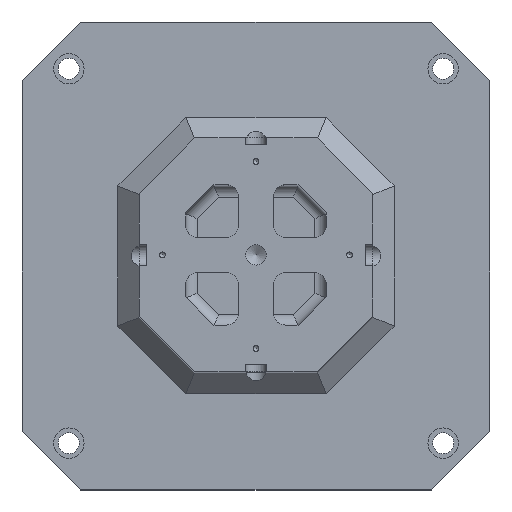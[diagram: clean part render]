
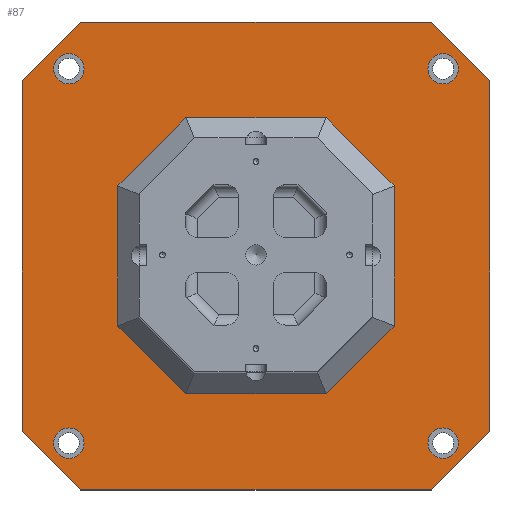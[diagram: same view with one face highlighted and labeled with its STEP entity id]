
A CAD part, top view. The second image highlights one B-rep face of the part: STEP entity #87.
In plain terms, the highlighted planar face has unit normal (0, 0, 1).
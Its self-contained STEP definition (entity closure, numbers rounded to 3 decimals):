
#87 = ADVANCED_FACE( '', ( #300, #301, #302, #303, #304, #305 ), #306, .T. );
#300 = FACE_BOUND( '', #780, .T. );
#301 = FACE_BOUND( '', #781, .T. );
#302 = FACE_BOUND( '', #782, .T. );
#303 = FACE_BOUND( '', #783, .T. );
#304 = FACE_BOUND( '', #784, .T. );
#305 = FACE_OUTER_BOUND( '', #785, .T. );
#306 = PLANE( '', #786 );
#780 = EDGE_LOOP( '', ( #1383 ) );
#781 = EDGE_LOOP( '', ( #1384 ) );
#782 = EDGE_LOOP( '', ( #1385 ) );
#783 = EDGE_LOOP( '', ( #1386 ) );
#784 = EDGE_LOOP( '', ( #1387, #1388, #1389, #1390, #1391, #1392, #1393, #1394 ) );
#785 = EDGE_LOOP( '', ( #1395, #1396, #1397, #1398, #1399, #1400, #1401, #1402 ) );
#786 = AXIS2_PLACEMENT_3D( '', #1403, #1404, #1405 );
#1383 = ORIENTED_EDGE( '', *, *, #2624, .T. );
#1384 = ORIENTED_EDGE( '', *, *, #2625, .T. );
#1385 = ORIENTED_EDGE( '', *, *, #2626, .T. );
#1386 = ORIENTED_EDGE( '', *, *, #2627, .T. );
#1387 = ORIENTED_EDGE( '', *, *, #2628, .T. );
#1388 = ORIENTED_EDGE( '', *, *, #2622, .T. );
#1389 = ORIENTED_EDGE( '', *, *, #2629, .T. );
#1390 = ORIENTED_EDGE( '', *, *, #2535, .T. );
#1391 = ORIENTED_EDGE( '', *, *, #2630, .T. );
#1392 = ORIENTED_EDGE( '', *, *, #2631, .T. );
#1393 = ORIENTED_EDGE( '', *, *, #2632, .T. );
#1394 = ORIENTED_EDGE( '', *, *, #2633, .T. );
#1395 = ORIENTED_EDGE( '', *, *, #2634, .T. );
#1396 = ORIENTED_EDGE( '', *, *, #2635, .T. );
#1397 = ORIENTED_EDGE( '', *, *, #2636, .T. );
#1398 = ORIENTED_EDGE( '', *, *, #2525, .T. );
#1399 = ORIENTED_EDGE( '', *, *, #2637, .T. );
#1400 = ORIENTED_EDGE( '', *, *, #2638, .T. );
#1401 = ORIENTED_EDGE( '', *, *, #2639, .T. );
#1402 = ORIENTED_EDGE( '', *, *, #2640, .T. );
#1403 = CARTESIAN_POINT( '', ( -200., -200., 40. ) );
#1404 = DIRECTION( '', ( 0., 0., 1. ) );
#1405 = DIRECTION( '', ( 1., 0., 0. ) );
#2525 = EDGE_CURVE( '', #2940, #2941, #2942, .F. );
#2535 = EDGE_CURVE( '', #2955, #2953, #2956, .T. );
#2622 = EDGE_CURVE( '', #3120, #3118, #3121, .T. );
#2624 = EDGE_CURVE( '', #3123, #3123, #3124, .T. );
#2625 = EDGE_CURVE( '', #3125, #3125, #3126, .T. );
#2626 = EDGE_CURVE( '', #3127, #3127, #3128, .T. );
#2627 = EDGE_CURVE( '', #3129, #3129, #3130, .T. );
#2628 = EDGE_CURVE( '', #3131, #3120, #3132, .T. );
#2629 = EDGE_CURVE( '', #3118, #2955, #3133, .T. );
#2630 = EDGE_CURVE( '', #2953, #3134, #3135, .T. );
#2631 = EDGE_CURVE( '', #3134, #3136, #3137, .T. );
#2632 = EDGE_CURVE( '', #3136, #3138, #3139, .T. );
#2633 = EDGE_CURVE( '', #3138, #3131, #3140, .T. );
#2634 = EDGE_CURVE( '', #3141, #3142, #3143, .T. );
#2635 = EDGE_CURVE( '', #3142, #3144, #3145, .F. );
#2636 = EDGE_CURVE( '', #3144, #2940, #3146, .T. );
#2637 = EDGE_CURVE( '', #2941, #3147, #3148, .T. );
#2638 = EDGE_CURVE( '', #3147, #3149, #3150, .F. );
#2639 = EDGE_CURVE( '', #3149, #3151, #3152, .T. );
#2640 = EDGE_CURVE( '', #3151, #3141, #3153, .F. );
#2940 = VERTEX_POINT( '', #3602 );
#2941 = VERTEX_POINT( '', #3603 );
#2942 = LINE( '', #3604, #3605 );
#2953 = VERTEX_POINT( '', #3619 );
#2955 = VERTEX_POINT( '', #3622 );
#2956 = LINE( '', #3623, #3624 );
#3118 = VERTEX_POINT( '', #3842 );
#3120 = VERTEX_POINT( '', #3845 );
#3121 = LINE( '', #3846, #3847 );
#3123 = VERTEX_POINT( '', #3850 );
#3124 = CIRCLE( '', #3851, 13. );
#3125 = VERTEX_POINT( '', #3852 );
#3126 = CIRCLE( '', #3853, 13. );
#3127 = VERTEX_POINT( '', #3854 );
#3128 = CIRCLE( '', #3855, 13. );
#3129 = VERTEX_POINT( '', #3856 );
#3130 = CIRCLE( '', #3857, 13. );
#3131 = VERTEX_POINT( '', #3858 );
#3132 = LINE( '', #3859, #3860 );
#3133 = LINE( '', #3861, #3862 );
#3134 = VERTEX_POINT( '', #3863 );
#3135 = LINE( '', #3864, #3865 );
#3136 = VERTEX_POINT( '', #3866 );
#3137 = LINE( '', #3867, #3868 );
#3138 = VERTEX_POINT( '', #3869 );
#3139 = LINE( '', #3870, #3871 );
#3140 = LINE( '', #3872, #3873 );
#3141 = VERTEX_POINT( '', #3874 );
#3142 = VERTEX_POINT( '', #3875 );
#3143 = LINE( '', #3876, #3877 );
#3144 = VERTEX_POINT( '', #3878 );
#3145 = LINE( '', #3879, #3880 );
#3146 = LINE( '', #3881, #3882 );
#3147 = VERTEX_POINT( '', #3883 );
#3148 = LINE( '', #3884, #3885 );
#3149 = VERTEX_POINT( '', #3886 );
#3150 = LINE( '', #3887, #3888 );
#3151 = VERTEX_POINT( '', #3889 );
#3152 = LINE( '', #3890, #3891 );
#3153 = LINE( '', #3892, #3893 );
#3602 = CARTESIAN_POINT( '', ( -200., -150., 40. ) );
#3603 = CARTESIAN_POINT( '', ( -150., -200., 40. ) );
#3604 = CARTESIAN_POINT( '', ( -175., -175., 40. ) );
#3605 = VECTOR( '', #4469, 1000. );
#3619 = CARTESIAN_POINT( '', ( 118., -59.956, 40. ) );
#3622 = CARTESIAN_POINT( '', ( 118., 59.956, 40. ) );
#3623 = CARTESIAN_POINT( '', ( 118., -52.5, 40. ) );
#3624 = VECTOR( '', #4483, 1000. );
#3842 = CARTESIAN_POINT( '', ( 59.956, 118., 40. ) );
#3845 = CARTESIAN_POINT( '', ( -59.956, 118., 40. ) );
#3846 = CARTESIAN_POINT( '', ( 52.5, 118., 40. ) );
#3847 = VECTOR( '', #4628, 1000. );
#3850 = CARTESIAN_POINT( '', ( 160., 147., 40. ) );
#3851 = AXIS2_PLACEMENT_3D( '', #4630, #4631, #4632 );
#3852 = CARTESIAN_POINT( '', ( -160., 147., 40. ) );
#3853 = AXIS2_PLACEMENT_3D( '', #4633, #4634, #4635 );
#3854 = CARTESIAN_POINT( '', ( -160., -173., 40. ) );
#3855 = AXIS2_PLACEMENT_3D( '', #4636, #4637, #4638 );
#3856 = CARTESIAN_POINT( '', ( 160., -173., 40. ) );
#3857 = AXIS2_PLACEMENT_3D( '', #4639, #4640, #4641 );
#3858 = CARTESIAN_POINT( '', ( -118., 59.956, 40. ) );
#3859 = CARTESIAN_POINT( '', ( -65.228, 112.728, 40. ) );
#3860 = VECTOR( '', #4642, 1000. );
#3861 = CARTESIAN_POINT( '', ( 112.728, 65.228, 40. ) );
#3862 = VECTOR( '', #4643, 1000. );
#3863 = CARTESIAN_POINT( '', ( 59.956, -118., 40. ) );
#3864 = CARTESIAN_POINT( '', ( 65.228, -112.728, 40. ) );
#3865 = VECTOR( '', #4644, 1000. );
#3866 = CARTESIAN_POINT( '', ( -59.956, -118., 40. ) );
#3867 = CARTESIAN_POINT( '', ( -52.5, -118., 40. ) );
#3868 = VECTOR( '', #4645, 1000. );
#3869 = CARTESIAN_POINT( '', ( -118., -59.956, 40. ) );
#3870 = CARTESIAN_POINT( '', ( -112.728, -65.228, 40. ) );
#3871 = VECTOR( '', #4646, 1000. );
#3872 = CARTESIAN_POINT( '', ( -118., 52.5, 40. ) );
#3873 = VECTOR( '', #4647, 1000. );
#3874 = CARTESIAN_POINT( '', ( 150., 200., 40. ) );
#3875 = CARTESIAN_POINT( '', ( -150., 200., 40. ) );
#3876 = CARTESIAN_POINT( '', ( 200., 200., 40. ) );
#3877 = VECTOR( '', #4648, 1000. );
#3878 = CARTESIAN_POINT( '', ( -200., 150., 40. ) );
#3879 = CARTESIAN_POINT( '', ( -375., -25., 40. ) );
#3880 = VECTOR( '', #4649, 1000. );
#3881 = CARTESIAN_POINT( '', ( -200., 200., 40. ) );
#3882 = VECTOR( '', #4650, 1000. );
#3883 = CARTESIAN_POINT( '', ( 150., -200., 40. ) );
#3884 = CARTESIAN_POINT( '', ( -200., -200., 40. ) );
#3885 = VECTOR( '', #4651, 1000. );
#3886 = CARTESIAN_POINT( '', ( 200., -150., 40. ) );
#3887 = CARTESIAN_POINT( '', ( -25., -375., 40. ) );
#3888 = VECTOR( '', #4652, 1000. );
#3889 = CARTESIAN_POINT( '', ( 200., 150., 40. ) );
#3890 = CARTESIAN_POINT( '', ( 200., -200., 40. ) );
#3891 = VECTOR( '', #4653, 1000. );
#3892 = CARTESIAN_POINT( '', ( 175., 175., 40. ) );
#3893 = VECTOR( '', #4654, 1000. );
#4469 = DIRECTION( '', ( -0.707, 0.707, 0. ) );
#4483 = DIRECTION( '', ( 0., -1., 0. ) );
#4628 = DIRECTION( '', ( 1., 0., 0. ) );
#4630 = CARTESIAN_POINT( '', ( 160., 160., 40. ) );
#4631 = DIRECTION( '', ( 0., 0., -1. ) );
#4632 = DIRECTION( '', ( 0., -1., 0. ) );
#4633 = CARTESIAN_POINT( '', ( -160., 160., 40. ) );
#4634 = DIRECTION( '', ( 0., 0., -1. ) );
#4635 = DIRECTION( '', ( 0., -1., 0. ) );
#4636 = CARTESIAN_POINT( '', ( -160., -160., 40. ) );
#4637 = DIRECTION( '', ( 0., 0., -1. ) );
#4638 = DIRECTION( '', ( 0., -1., 0. ) );
#4639 = CARTESIAN_POINT( '', ( 160., -160., 40. ) );
#4640 = DIRECTION( '', ( 0., 0., -1. ) );
#4641 = DIRECTION( '', ( 0., -1., 0. ) );
#4642 = DIRECTION( '', ( 0.707, 0.707, 0. ) );
#4643 = DIRECTION( '', ( 0.707, -0.707, 0. ) );
#4644 = DIRECTION( '', ( -0.707, -0.707, 0. ) );
#4645 = DIRECTION( '', ( -1., 0., 0. ) );
#4646 = DIRECTION( '', ( -0.707, 0.707, 0. ) );
#4647 = DIRECTION( '', ( 0., 1., 0. ) );
#4648 = DIRECTION( '', ( -1., 0., 0. ) );
#4649 = DIRECTION( '', ( 0.707, 0.707, 0. ) );
#4650 = DIRECTION( '', ( 0., -1., 0. ) );
#4651 = DIRECTION( '', ( 1., 0., 0. ) );
#4652 = DIRECTION( '', ( -0.707, -0.707, 0. ) );
#4653 = DIRECTION( '', ( 0., 1., 0. ) );
#4654 = DIRECTION( '', ( 0.707, -0.707, 0. ) );
